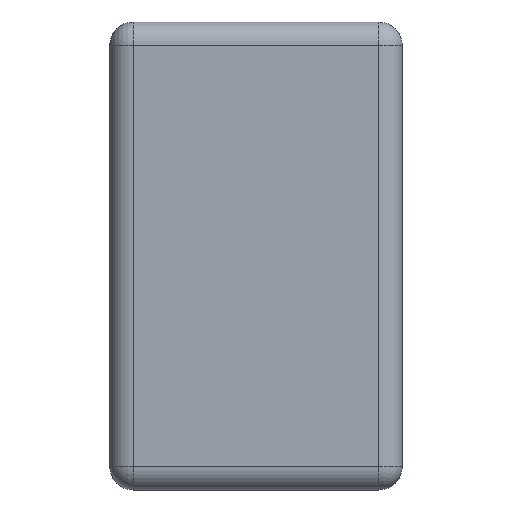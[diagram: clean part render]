
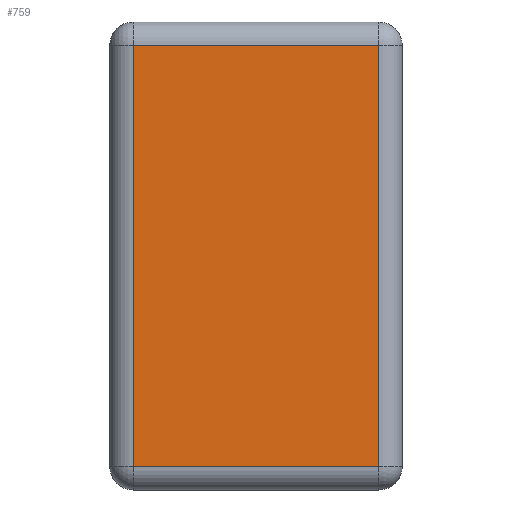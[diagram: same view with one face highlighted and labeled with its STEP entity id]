
A CAD part, left-side view. The second image highlights one B-rep face of the part: STEP entity #759.
In plain terms, the highlighted planar face has unit normal (-1, 0, 0).
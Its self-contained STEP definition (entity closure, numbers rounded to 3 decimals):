
#48 = DIRECTION ( 'NONE',  ( 0., 0., -1. ) ) ;
#55 = LINE ( 'NONE', #491, #348 ) ;
#152 = EDGE_CURVE ( 'NONE', #929, #797, #1080, .T. ) ;
#166 = VERTEX_POINT ( 'NONE', #619 ) ;
#201 = ORIENTED_EDGE ( 'NONE', *, *, #152, .T. ) ;
#207 = CARTESIAN_POINT ( 'NONE',  ( -1.6, 0.92, -0.8 ) ) ;
#296 = ORIENTED_EDGE ( 'NONE', *, *, #1213, .T. ) ;
#297 = VECTOR ( 'NONE', #1019, 1000. ) ;
#348 = VECTOR ( 'NONE', #891, 1000. ) ;
#452 = VECTOR ( 'NONE', #1036, 1000. ) ;
#464 = EDGE_CURVE ( 'NONE', #685, #929, #55, .T. ) ;
#491 = CARTESIAN_POINT ( 'NONE',  ( -1.6, 0.08, -0.8 ) ) ;
#527 = DIRECTION ( 'NONE',  ( 0., -1., 0. ) ) ;
#529 = CARTESIAN_POINT ( 'NONE',  ( -1.6, 0.08, -0.72 ) ) ;
#552 = ORIENTED_EDGE ( 'NONE', *, *, #1121, .T. ) ;
#558 = LINE ( 'NONE', #207, #297 ) ;
#619 = CARTESIAN_POINT ( 'NONE',  ( -1.6, 0.92, -0.72 ) ) ;
#640 = PLANE ( 'NONE',  #1065 ) ;
#685 = VERTEX_POINT ( 'NONE', #529 ) ;
#716 = LINE ( 'NONE', #923, #1199 ) ;
#728 = CARTESIAN_POINT ( 'NONE',  ( -1.6, 1., -0.8 ) ) ;
#759 = ADVANCED_FACE ( 'NONE', ( #823 ), #640, .F. ) ;
#797 = VERTEX_POINT ( 'NONE', #1062 ) ;
#823 = FACE_OUTER_BOUND ( 'NONE', #1008, .T. ) ;
#891 = DIRECTION ( 'NONE',  ( 0., 0., 1. ) ) ;
#893 = CARTESIAN_POINT ( 'NONE',  ( -1.6, 0.08, 0.72 ) ) ;
#923 = CARTESIAN_POINT ( 'NONE',  ( -1.6, 1., -0.72 ) ) ;
#929 = VERTEX_POINT ( 'NONE', #893 ) ;
#945 = DIRECTION ( 'NONE',  ( 1., 0., 0. ) ) ;
#946 = CARTESIAN_POINT ( 'NONE',  ( -1.6, 1., 0.72 ) ) ;
#1008 = EDGE_LOOP ( 'NONE', ( #552, #296, #1064, #201 ) ) ;
#1019 = DIRECTION ( 'NONE',  ( 0., 0., -1. ) ) ;
#1036 = DIRECTION ( 'NONE',  ( 0., 1., 0. ) ) ;
#1062 = CARTESIAN_POINT ( 'NONE',  ( -1.6, 0.92, 0.72 ) ) ;
#1064 = ORIENTED_EDGE ( 'NONE', *, *, #464, .T. ) ;
#1065 = AXIS2_PLACEMENT_3D ( 'NONE', #728, #945, #48 ) ;
#1080 = LINE ( 'NONE', #946, #452 ) ;
#1121 = EDGE_CURVE ( 'NONE', #797, #166, #558, .T. ) ;
#1199 = VECTOR ( 'NONE', #527, 1000. ) ;
#1213 = EDGE_CURVE ( 'NONE', #166, #685, #716, .T. ) ;
